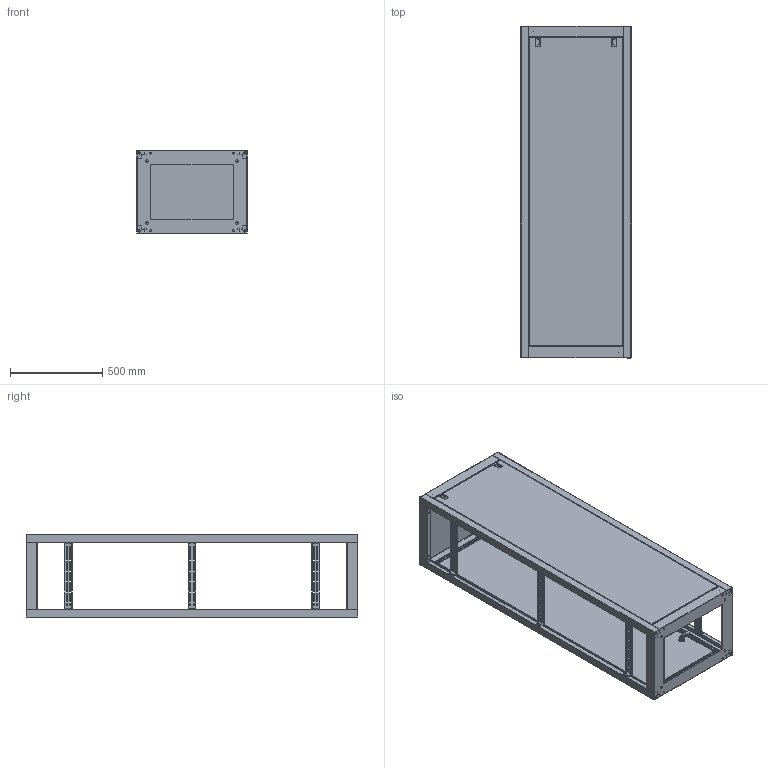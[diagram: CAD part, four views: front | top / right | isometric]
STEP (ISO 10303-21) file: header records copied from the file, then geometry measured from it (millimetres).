
FILE_DESCRIPTION (( 'STEP AP214' ), '1' );
FILE_NAME ('Êàðêàñ ÂÐÓ 1 IP31 1800õ600õ450.STEP', '2021-02-10T08:50:55', ( '' ), ( '' ), 'SwSTEP 2.0', 'SolidWorks 2021', '' );
FILE_SCHEMA (( 'AUTOMOTIVE_DESIGN' ));
Length unit declared in the file: millimetre
Products named in the file (20): ﾌﾈ-556.01.00.001 ﾊ; ÌÈ-556.01.00.002 ñòîéêà óãëîâàÿ_1800; Äâåðü ÂÐÓ 1800õ600_1800*600; ÌÈ-556.02.00.001 Ñòåíêà çàäíÿÿ 180.60; Ðåéêà; pan head cross recess screw_din_DIN EN ISO 7045 - M4 x 16 - Z - 16N; ��-556.01.00.000 ������ ��_���-1 600�450; Çàêë¸ïêà Ì4; Çàìîê áîëüøîé; ﾌﾈ-556.01.01.000 ﾄ濵 ﾑﾁ; Çåðêàëüíî îòðàçèòüÑòîéêà óãëîâàÿ_1800; ﾄ粢 ﾑﾁ; Øïèëüêà ïðèâàðíàÿ Ì6õ16 DIN 13918; Ðó÷êà çàùåëêà Atos KS01.12.35; Çàêëåïêà ãàå÷íàÿ Ì6 UNI 9203; pan head cross recess screw_din_PreviewCfg; ﾌﾈ-556.01.01.001 ﾄ濵; Êàðêàñ ÂÐÓ 1 IP31 1800õ600õ450; ÌÈ-556.02.00.000 ÑÁ Ñòåíêà çàäíÿÿ â ñáîðå 180.60; Øïèëüêà Ì6õ12
Assembly tree (82 placements, depth 4):
  Êàðêàñ ÂÐÓ 1 IP31 1800õ600õ450
    ��-556.01.00.000 ������ ��_���-1 600�450
      ÌÈ-556.01.00.002 ñòîéêà óãëîâàÿ_1800  x2
      ﾌﾈ-556.01.00.001 ﾊ
      Çåðêàëüíî îòðàçèòüÑòîéêà óãëîâàÿ_1800  x2
      ﾌﾈ-556.01.01.000 ﾄ濵 ﾑﾁ
        ﾌﾈ-556.01.01.001 ﾄ濵
        Øïèëüêà Ì6õ12
      Øïèëüêà Ì6õ12
    ÌÈ-556.02.00.000 ÑÁ Ñòåíêà çàäíÿÿ â ñáîðå 180.60
      ÌÈ-556.02.00.001 Ñòåíêà çàäíÿÿ 180.60
      Çàêë¸ïêà Ì4  x2
      Ðó÷êà çàùåëêà Atos KS01.12.35  x2
      pan head cross recess screw_din_DIN EN ISO 7045 - M4 x 16 - Z - 16N  x2
    ﾄ粢 ﾑﾁ
      Äâåðü ÂÐÓ 1800õ600_1800*600
      Çàìîê áîëüøîé  x3
      Øïèëüêà ïðèâàðíàÿ Ì6õ16 DIN 13918
      Çàêëåïêà ãàå÷íàÿ Ì6 UNI 9203  x2
    pan head cross recess screw_din_PreviewCfg  x26
    Ðåéêà  x6
    Çàêëåïêà ãàå÷íàÿ Ì6 UNI 9203  x24
Bounding box: 600 x 1802 x 456.04 mm (x, y, z)
Volume: 3845466.4 mm3; surface area: 7574365.2 mm2
Topology: 78 solids, 93 shells, 3840 faces, 9311 edges, 5733 vertices
Faces by surface type: plane 1801, cylinder 1344, cone 396, torus 216, sphere 56, bspline 27
Entity records: 35171 total; most frequent: CARTESIAN_POINT 6880, DIRECTION 5636, ORIENTED_EDGE 5158, EDGE_CURVE 2579, AXIS2_PLACEMENT_3D 2015, LINE 1606, VECTOR 1606, VERTEX_POINT 1581
